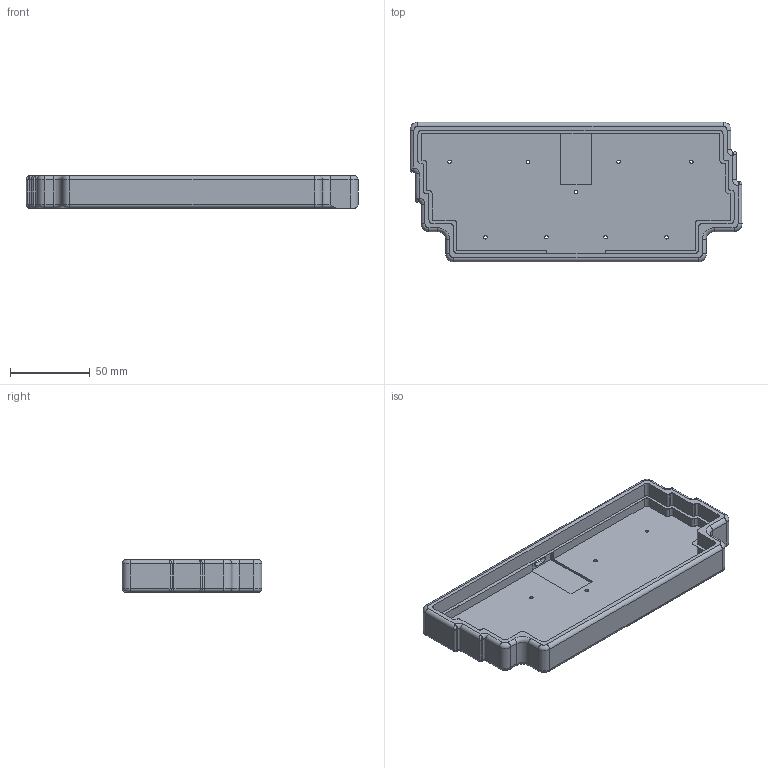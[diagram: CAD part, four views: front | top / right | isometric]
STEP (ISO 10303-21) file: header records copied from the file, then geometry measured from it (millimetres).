
FILE_DESCRIPTION(('HOOPS Exchange Step'),'2;1');
FILE_NAME('temp_export','2023-06-10T14:00:59-04:00',('jscotto'),('Shapr3D Limited'),'HOOPS Exchange 2022.2','Shapr3D','Authorized');
FILE_SCHEMA( ('AUTOMOTIVE_DESIGN { 1 0 10303 214 1 1 1 1 }') );
Length unit declared in the file: millimetre
Products named in the file (1): Case
Bounding box: 208.78 x 87.85 x 20.6 mm (x, y, z)
Volume: 99352.1 mm3; surface area: 56044 mm2
Topology: 1 solids, 1 shells, 241 faces, 631 edges, 385 vertices
Faces by surface type: cylinder 92, plane 85, cone 25, torus 23, bspline 16
Full cylindrical faces by diameter (mm): 2.2 x9
Entity records: 8457 total; most frequent: CARTESIAN_POINT 2406, DIRECTION 1315, ORIENTED_EDGE 1246, EDGE_CURVE 623, AXIS2_PLACEMENT_3D 490, VERTEX_POINT 385, VECTOR 335, LINE 335
